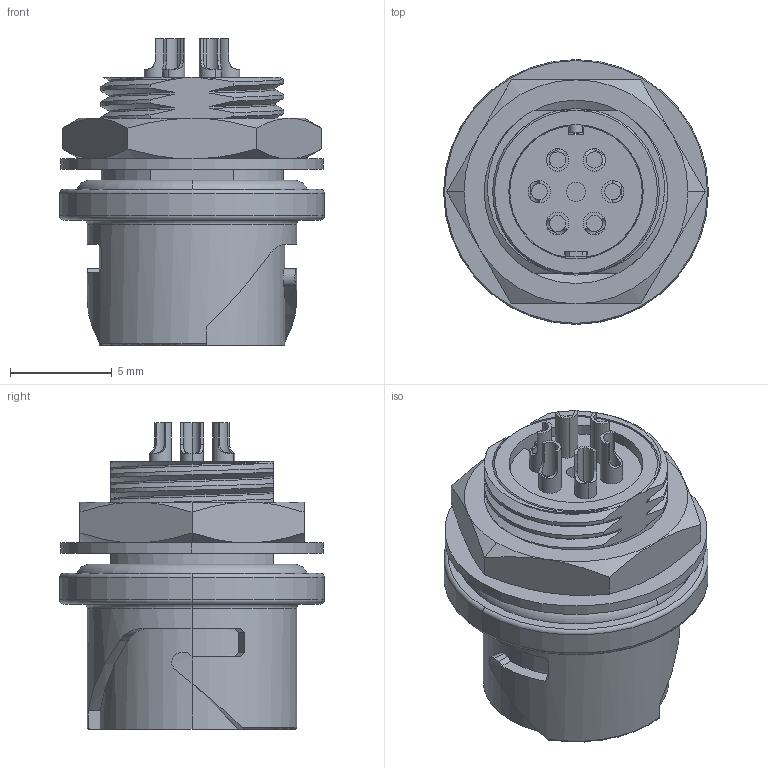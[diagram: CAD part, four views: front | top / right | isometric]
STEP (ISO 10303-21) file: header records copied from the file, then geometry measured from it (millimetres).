
FILE_DESCRIPTION(('OneSpaceDesigner STEP Export'),'2;1');
FILE_NAME('LF07WBR-6P.stp','2007-09-29T15:06:40',(''),(''),'OneSpace Designer STEP processor for AP214 (Solid Model)','OneSpace Modeling 15.00A 14-Mar-2007 (C) CoCreate Software GmbH','');
FILE_SCHEMA(('AUTOMOTIVE_DESIGN { 1 0 10303 214 1 1 1 1 }'));
Length unit declared in the file: millimetre
Products named in the file (4): RVF; Zpibg; gD[XbV[; LF07WBR-6P
Assembly tree (3 placements, depth 2):
  LF07WBR-6P
    gD[XbV[
    Zpibg
    RVF
Bounding box: 13 x 13 x 15.05 mm (x, y, z)
Volume: 807.6 mm3; surface area: 1783.9 mm2
Topology: 3 solids, 10 shells, 422 faces, 1097 edges, 708 vertices
Faces by surface type: cylinder 184, plane 126, cone 60, bspline 34, torus 18
Entity records: 16900 total; most frequent: CARTESIAN_POINT 8296, ORIENTED_EDGE 2194, DIRECTION 1234, EDGE_CURVE 1097, VERTEX_POINT 708, EDGE_LOOP 463, AXIS2_PLACEMENT_3D 438, FACE_OUTER_BOUND 422
